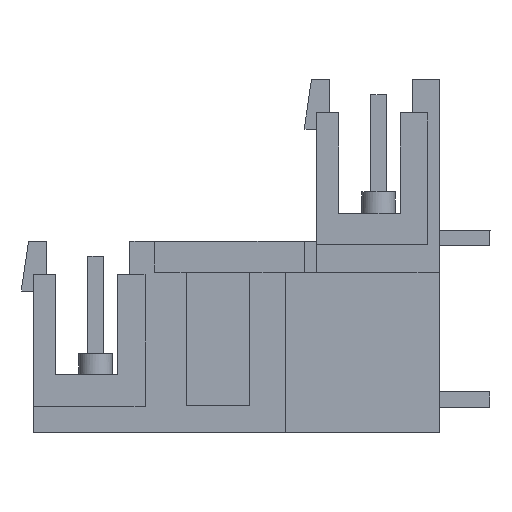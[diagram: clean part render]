
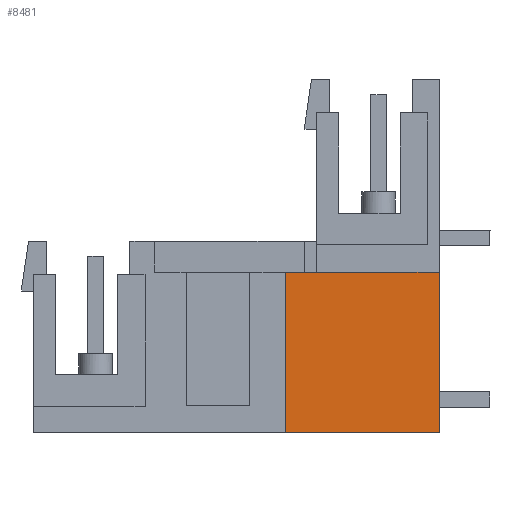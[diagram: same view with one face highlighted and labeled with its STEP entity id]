
A CAD part, left-side view. The second image highlights one B-rep face of the part: STEP entity #8481.
In plain terms, the highlighted planar face has unit normal (-1, 0, 0).
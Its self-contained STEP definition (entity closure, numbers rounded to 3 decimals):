
#8461=AXIS2_PLACEMENT_3D('Plane Axis2P3D',#8458,#8459,#8460) ;
#3406=CARTESIAN_POINT('Vertex',(2.52,3.2,10.06)) ;
#3409=CARTESIAN_POINT('Line Origine',(2.52,3.2,5.03)) ;
#3413=CARTESIAN_POINT('Vertex',(2.52,3.2,0.)) ;
#8436=CARTESIAN_POINT('Line Origine',(2.52,8.025,0.)) ;
#8440=CARTESIAN_POINT('Vertex',(2.52,12.85,0.)) ;
#8458=CARTESIAN_POINT('Axis2P3D Location',(2.52,3.2,10.06)) ;
#8463=CARTESIAN_POINT('Line Origine',(2.52,8.025,10.06)) ;
#8467=CARTESIAN_POINT('Vertex',(2.52,12.85,10.06)) ;
#8470=CARTESIAN_POINT('Line Origine',(2.52,12.85,5.03)) ;
#3410=DIRECTION('Vector Direction',(0.,0.,-1.)) ;
#8437=DIRECTION('Vector Direction',(0.,1.,0.)) ;
#8459=DIRECTION('Axis2P3D Direction',(-1.,0.,0.)) ;
#8460=DIRECTION('Axis2P3D XDirection',(0.,1.,0.)) ;
#8464=DIRECTION('Vector Direction',(0.,1.,0.)) ;
#8471=DIRECTION('Vector Direction',(0.,0.,-1.)) ;
#3411=VECTOR('Line Direction',#3410,1.) ;
#8438=VECTOR('Line Direction',#8437,1.) ;
#8465=VECTOR('Line Direction',#8464,1.) ;
#8472=VECTOR('Line Direction',#8471,1.) ;
#8476=ORIENTED_EDGE('',*,*,#3415,.F.) ;
#8477=ORIENTED_EDGE('',*,*,#8469,.T.) ;
#8478=ORIENTED_EDGE('',*,*,#8474,.T.) ;
#8479=ORIENTED_EDGE('',*,*,#8442,.F.) ;
#8481=ADVANCED_FACE('HOUSING',(#8480),#8462,.T.) ;
#3415=EDGE_CURVE('',#3407,#3414,#3412,.T.) ;
#8442=EDGE_CURVE('',#3414,#8441,#8439,.T.) ;
#8469=EDGE_CURVE('',#3407,#8468,#8466,.T.) ;
#8474=EDGE_CURVE('',#8468,#8441,#8473,.T.) ;
#8475=EDGE_LOOP('',(#8476,#8477,#8478,#8479)) ;
#8480=FACE_OUTER_BOUND('',#8475,.T.) ;
#3412=LINE('Line',#3409,#3411) ;
#8439=LINE('Line',#8436,#8438) ;
#8466=LINE('Line',#8463,#8465) ;
#8473=LINE('Line',#8470,#8472) ;
#8462=PLANE('',#8461) ;
#3407=VERTEX_POINT('',#3406) ;
#3414=VERTEX_POINT('',#3413) ;
#8441=VERTEX_POINT('',#8440) ;
#8468=VERTEX_POINT('',#8467) ;
